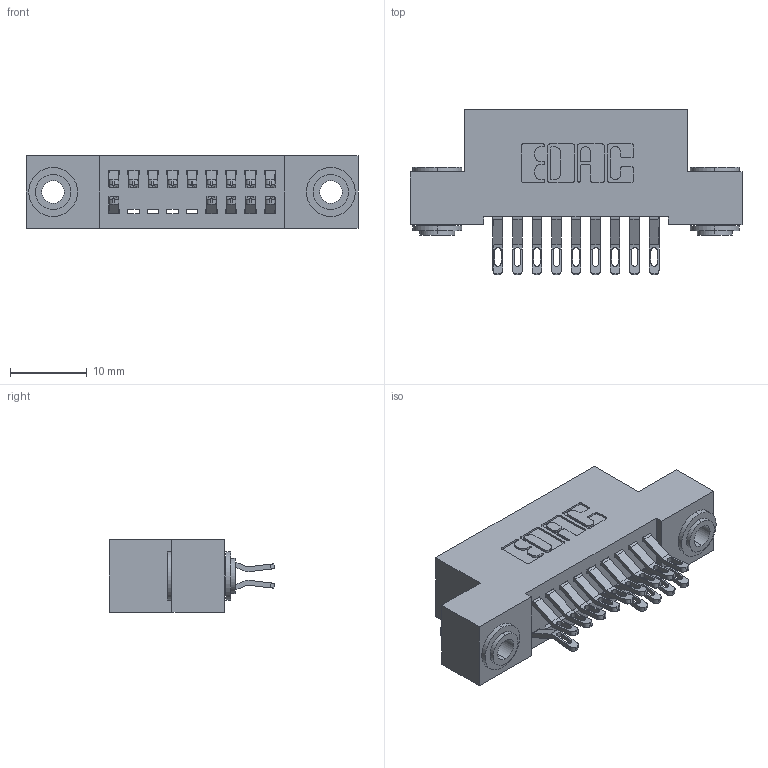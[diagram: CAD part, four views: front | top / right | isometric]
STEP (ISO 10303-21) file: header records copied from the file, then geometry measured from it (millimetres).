
FILE_DESCRIPTION (( 'STEP AP203' ), '1' );
FILE_NAME ('392-018-555-203.STEP', '2018-08-15T04:36:50', ( '' ), ( '' ), 'SwSTEP 2.0', 'SolidWorks 2016', '' );
FILE_SCHEMA (( 'CONFIG_CONTROL_DESIGN' ));
Length unit declared in the file: inch
Products named in the file (4): 342-250-002_345-250-002-102; 392-018-555-203; 342 Part_.156 TH; 345-292-001_555 Tail
Assembly tree (17 placements, depth 2):
  392-018-555-203
    342 Part_.156 TH
    345-292-001_555 Tail  x14
    342-250-002_345-250-002-102  x2
Bounding box: 43.18 x 21.47 x 9.4 mm (x, y, z)
Volume: 3749.3 mm3; surface area: 5440.3 mm2
Topology: 17 solids, 17 shells, 984 faces, 3021 edges, 2010 vertices
Faces by surface type: plane 576, cylinder 400, cone 8
Entity records: 10774 total; most frequent: CARTESIAN_POINT 1851, ORIENTED_EDGE 1754, DIRECTION 1639, EDGE_CURVE 877, VECTOR 705, LINE 705, VERTEX_POINT 582, AXIS2_PLACEMENT_3D 467
